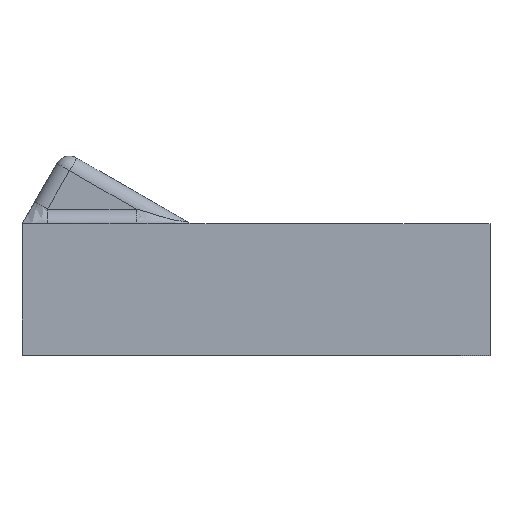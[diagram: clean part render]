
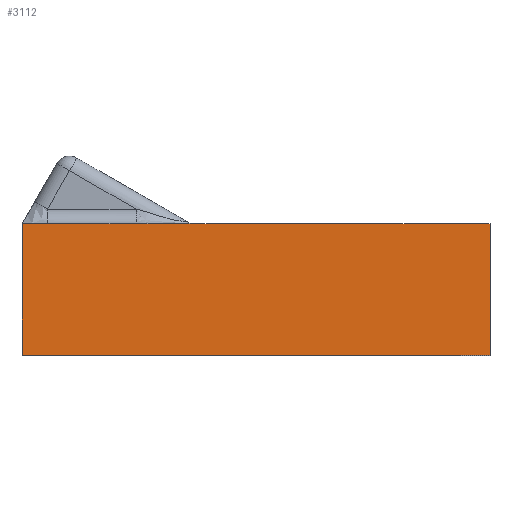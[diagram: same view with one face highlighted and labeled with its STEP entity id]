
A CAD part, top view. The second image highlights one B-rep face of the part: STEP entity #3112.
In plain terms, the highlighted planar face has unit normal (0, 0, 1).
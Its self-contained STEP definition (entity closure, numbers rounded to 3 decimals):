
#259 = PLANE('',#260);
#260 = AXIS2_PLACEMENT_3D('',#261,#262,#263);
#261 = CARTESIAN_POINT('',(0.,9.,15.));
#262 = DIRECTION('',(0.,1.,0.));
#263 = DIRECTION('',(0.,0.,-1.));
#986 = VERTEX_POINT('',#987);
#987 = CARTESIAN_POINT('',(0.,9.,15.));
#1001 = PLANE('',#1002);
#1002 = AXIS2_PLACEMENT_3D('',#1003,#1004,#1005);
#1003 = CARTESIAN_POINT('',(0.,0.,15.)
  );
#1004 = DIRECTION('',(1.,0.,0.));
#1005 = DIRECTION('',(0.,0.,1.));
#1013 = EDGE_CURVE('',#986,#1014,#1016,.T.);
#1014 = VERTEX_POINT('',#1015);
#1015 = CARTESIAN_POINT('',(32.,9.,15.));
#1016 = SURFACE_CURVE('',#1017,(#1021,#1028),.PCURVE_S1.);
#1017 = LINE('',#1018,#1019);
#1018 = CARTESIAN_POINT('',(0.,9.,15.));
#1019 = VECTOR('',#1020,1.);
#1020 = DIRECTION('',(1.,0.,0.));
#1021 = PCURVE('',#259,#1022);
#1022 = DEFINITIONAL_REPRESENTATION('',(#1023),#1027);
#1023 = LINE('',#1024,#1025);
#1024 = CARTESIAN_POINT('',(0.,0.));
#1025 = VECTOR('',#1026,1.);
#1026 = DIRECTION('',(0.,-1.));
#1027 = ( GEOMETRIC_REPRESENTATION_CONTEXT(2) 
PARAMETRIC_REPRESENTATION_CONTEXT() REPRESENTATION_CONTEXT('2D SPACE',''
  ) );
#1028 = PCURVE('',#1029,#1034);
#1029 = PLANE('',#1030);
#1030 = AXIS2_PLACEMENT_3D('',#1031,#1032,#1033);
#1031 = CARTESIAN_POINT('',(0.,0.,15.)
  );
#1032 = DIRECTION('',(0.,0.,1.));
#1033 = DIRECTION('',(0.,1.,0.));
#1034 = DEFINITIONAL_REPRESENTATION('',(#1035),#1039);
#1035 = LINE('',#1036,#1037);
#1036 = CARTESIAN_POINT('',(9.,0.));
#1037 = VECTOR('',#1038,1.);
#1038 = DIRECTION('',(0.,-1.));
#1039 = ( GEOMETRIC_REPRESENTATION_CONTEXT(2) 
PARAMETRIC_REPRESENTATION_CONTEXT() REPRESENTATION_CONTEXT('2D SPACE',''
  ) );
#1057 = PLANE('',#1058);
#1058 = AXIS2_PLACEMENT_3D('',#1059,#1060,#1061);
#1059 = CARTESIAN_POINT('',(32.,0.,15.));
#1060 = DIRECTION('',(1.,0.,0.));
#1061 = DIRECTION('',(0.,0.,1.));
#2790 = EDGE_CURVE('',#2791,#986,#2793,.T.);
#2791 = VERTEX_POINT('',#2792);
#2792 = CARTESIAN_POINT('',(0.,0.,15.)
  );
#2793 = SURFACE_CURVE('',#2794,(#2798,#2805),.PCURVE_S1.);
#2794 = LINE('',#2795,#2796);
#2795 = CARTESIAN_POINT('',(0.,0.,15.)
  );
#2796 = VECTOR('',#2797,1.);
#2797 = DIRECTION('',(0.,1.,0.));
#2798 = PCURVE('',#1001,#2799);
#2799 = DEFINITIONAL_REPRESENTATION('',(#2800),#2804);
#2800 = LINE('',#2801,#2802);
#2801 = CARTESIAN_POINT('',(0.,0.));
#2802 = VECTOR('',#2803,1.);
#2803 = DIRECTION('',(0.,-1.));
#2804 = ( GEOMETRIC_REPRESENTATION_CONTEXT(2) 
PARAMETRIC_REPRESENTATION_CONTEXT() REPRESENTATION_CONTEXT('2D SPACE',''
  ) );
#2805 = PCURVE('',#1029,#2806);
#2806 = DEFINITIONAL_REPRESENTATION('',(#2807),#2811);
#2807 = LINE('',#2808,#2809);
#2808 = CARTESIAN_POINT('',(0.,0.));
#2809 = VECTOR('',#2810,1.);
#2810 = DIRECTION('',(1.,0.));
#2811 = ( GEOMETRIC_REPRESENTATION_CONTEXT(2) 
PARAMETRIC_REPRESENTATION_CONTEXT() REPRESENTATION_CONTEXT('2D SPACE',''
  ) );
#2829 = PLANE('',#2830);
#2830 = AXIS2_PLACEMENT_3D('',#2831,#2832,#2833);
#2831 = CARTESIAN_POINT('',(0.,0.,0.));
#2832 = DIRECTION('',(0.,-1.,0.));
#2833 = DIRECTION('',(0.,0.,1.));
#3112 = ADVANCED_FACE('',(#3113),#1029,.T.);
#3113 = FACE_BOUND('',#3114,.T.);
#3114 = EDGE_LOOP('',(#3115,#3138,#3159,#3160));
#3115 = ORIENTED_EDGE('',*,*,#3116,.T.);
#3116 = EDGE_CURVE('',#2791,#3117,#3119,.T.);
#3117 = VERTEX_POINT('',#3118);
#3118 = CARTESIAN_POINT('',(32.,0.,15.));
#3119 = SURFACE_CURVE('',#3120,(#3124,#3131),.PCURVE_S1.);
#3120 = LINE('',#3121,#3122);
#3121 = CARTESIAN_POINT('',(0.,0.,15.)
  );
#3122 = VECTOR('',#3123,1.);
#3123 = DIRECTION('',(1.,0.,0.));
#3124 = PCURVE('',#1029,#3125);
#3125 = DEFINITIONAL_REPRESENTATION('',(#3126),#3130);
#3126 = LINE('',#3127,#3128);
#3127 = CARTESIAN_POINT('',(0.,0.));
#3128 = VECTOR('',#3129,1.);
#3129 = DIRECTION('',(0.,-1.));
#3130 = ( GEOMETRIC_REPRESENTATION_CONTEXT(2) 
PARAMETRIC_REPRESENTATION_CONTEXT() REPRESENTATION_CONTEXT('2D SPACE',''
  ) );
#3131 = PCURVE('',#2829,#3132);
#3132 = DEFINITIONAL_REPRESENTATION('',(#3133),#3137);
#3133 = LINE('',#3134,#3135);
#3134 = CARTESIAN_POINT('',(15.,0.));
#3135 = VECTOR('',#3136,1.);
#3136 = DIRECTION('',(0.,-1.));
#3137 = ( GEOMETRIC_REPRESENTATION_CONTEXT(2) 
PARAMETRIC_REPRESENTATION_CONTEXT() REPRESENTATION_CONTEXT('2D SPACE',''
  ) );
#3138 = ORIENTED_EDGE('',*,*,#3139,.T.);
#3139 = EDGE_CURVE('',#3117,#1014,#3140,.T.);
#3140 = SURFACE_CURVE('',#3141,(#3145,#3152),.PCURVE_S1.);
#3141 = LINE('',#3142,#3143);
#3142 = CARTESIAN_POINT('',(32.,0.,15.));
#3143 = VECTOR('',#3144,1.);
#3144 = DIRECTION('',(0.,1.,0.));
#3145 = PCURVE('',#1029,#3146);
#3146 = DEFINITIONAL_REPRESENTATION('',(#3147),#3151);
#3147 = LINE('',#3148,#3149);
#3148 = CARTESIAN_POINT('',(0.,-32.));
#3149 = VECTOR('',#3150,1.);
#3150 = DIRECTION('',(1.,0.));
#3151 = ( GEOMETRIC_REPRESENTATION_CONTEXT(2) 
PARAMETRIC_REPRESENTATION_CONTEXT() REPRESENTATION_CONTEXT('2D SPACE',''
  ) );
#3152 = PCURVE('',#1057,#3153);
#3153 = DEFINITIONAL_REPRESENTATION('',(#3154),#3158);
#3154 = LINE('',#3155,#3156);
#3155 = CARTESIAN_POINT('',(0.,0.));
#3156 = VECTOR('',#3157,1.);
#3157 = DIRECTION('',(0.,-1.));
#3158 = ( GEOMETRIC_REPRESENTATION_CONTEXT(2) 
PARAMETRIC_REPRESENTATION_CONTEXT() REPRESENTATION_CONTEXT('2D SPACE',''
  ) );
#3159 = ORIENTED_EDGE('',*,*,#1013,.F.);
#3160 = ORIENTED_EDGE('',*,*,#2790,.F.);
